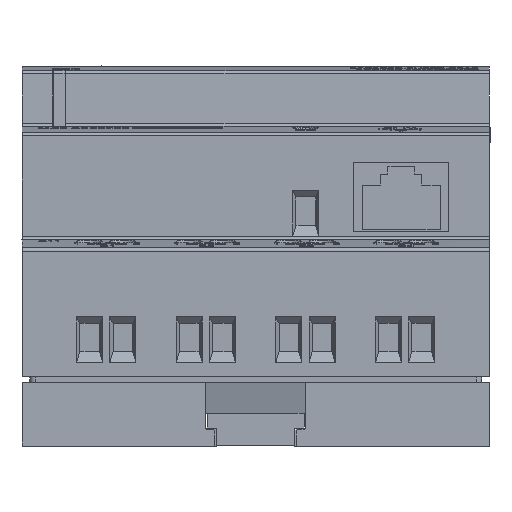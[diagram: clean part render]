
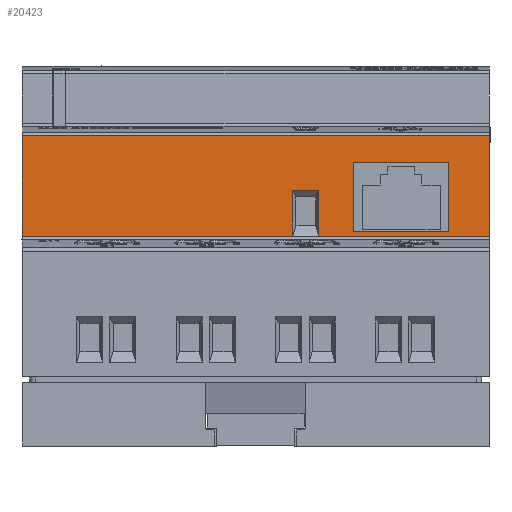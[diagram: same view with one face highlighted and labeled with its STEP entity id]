
A CAD part, front view. The second image highlights one B-rep face of the part: STEP entity #20423.
In plain terms, the highlighted face is planar.
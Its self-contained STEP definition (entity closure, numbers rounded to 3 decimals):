
#20083=FACE_BOUND('',#27046,.T.);
#20084=FACE_BOUND('',#27047,.T.);
#20085=FACE_BOUND('',#27048,.T.);
#20423=ADVANCED_FACE('',(#20083,#20084,#20085),#22916,.T.);
#22916=PLANE('',#63104);
#27046=EDGE_LOOP('',(#30184,#30185,#30186,#30187));
#27047=EDGE_LOOP('',(#30188,#30189,#30190,#30191));
#27048=EDGE_LOOP('',(#30192,#30193,#30194,#30195));
#30184=ORIENTED_EDGE('',*,*,#46654,.F.);
#30185=ORIENTED_EDGE('',*,*,#46655,.F.);
#30186=ORIENTED_EDGE('',*,*,#46656,.F.);
#30187=ORIENTED_EDGE('',*,*,#46657,.F.);
#30188=ORIENTED_EDGE('',*,*,#46658,.T.);
#30189=ORIENTED_EDGE('',*,*,#46659,.T.);
#30190=ORIENTED_EDGE('',*,*,#46660,.T.);
#30191=ORIENTED_EDGE('',*,*,#46661,.T.);
#30192=ORIENTED_EDGE('',*,*,#46662,.F.);
#30193=ORIENTED_EDGE('',*,*,#46653,.F.);
#30194=ORIENTED_EDGE('',*,*,#46264,.T.);
#30195=ORIENTED_EDGE('',*,*,#46663,.T.);
#42150=VERTEX_POINT('',#78218);
#42151=VERTEX_POINT('',#78220);
#42501=VERTEX_POINT('',#79418);
#42502=VERTEX_POINT('',#79422);
#42503=VERTEX_POINT('',#79423);
#42504=VERTEX_POINT('',#79425);
#42505=VERTEX_POINT('',#79427);
#42506=VERTEX_POINT('',#79430);
#42507=VERTEX_POINT('',#79431);
#42508=VERTEX_POINT('',#79433);
#42509=VERTEX_POINT('',#79435);
#42510=VERTEX_POINT('',#79438);
#46264=EDGE_CURVE('',#42151,#42150,#52456,.T.);
#46653=EDGE_CURVE('',#42151,#42501,#52721,.T.);
#46654=EDGE_CURVE('',#42502,#42503,#52722,.T.);
#46655=EDGE_CURVE('',#42504,#42502,#52723,.T.);
#46656=EDGE_CURVE('',#42505,#42504,#52724,.T.);
#46657=EDGE_CURVE('',#42503,#42505,#52725,.T.);
#46658=EDGE_CURVE('',#42506,#42507,#52726,.T.);
#46659=EDGE_CURVE('',#42507,#42508,#52727,.T.);
#46660=EDGE_CURVE('',#42508,#42509,#52728,.T.);
#46661=EDGE_CURVE('',#42509,#42506,#52729,.T.);
#46662=EDGE_CURVE('',#42501,#42510,#52730,.T.);
#46663=EDGE_CURVE('',#42150,#42510,#52731,.T.);
#52456=LINE('',#78219,#56098);
#52721=LINE('',#79419,#56363);
#52722=LINE('',#79421,#56364);
#52723=LINE('',#79424,#56365);
#52724=LINE('',#79426,#56366);
#52725=LINE('',#79428,#56367);
#52726=LINE('',#79429,#56368);
#52727=LINE('',#79432,#56369);
#52728=LINE('',#79434,#56370);
#52729=LINE('',#79436,#56371);
#52730=LINE('',#79437,#56372);
#52731=LINE('',#79439,#56373);
#56098=VECTOR('',#66752,1.);
#56363=VECTOR('',#67265,1.);
#56364=VECTOR('',#67268,1.);
#56365=VECTOR('',#67269,1.);
#56366=VECTOR('',#67270,1.);
#56367=VECTOR('',#67271,1.);
#56368=VECTOR('',#67272,1.);
#56369=VECTOR('',#67273,1.);
#56370=VECTOR('',#67274,1.);
#56371=VECTOR('',#67275,1.);
#56372=VECTOR('',#67276,1.);
#56373=VECTOR('',#67277,1.);
#63104=AXIS2_PLACEMENT_3D('',#79440,#67278,#67279);
#66752=DIRECTION('',(0.,-1.,0.));
#67265=DIRECTION('',(1.,0.,0.));
#67268=DIRECTION('',(0.,-1.,0.));
#67269=DIRECTION('',(-1.,0.,0.));
#67270=DIRECTION('',(0.,1.,0.));
#67271=DIRECTION('',(1.,0.,0.));
#67272=DIRECTION('',(-1.,0.,0.));
#67273=DIRECTION('',(0.,1.,0.));
#67274=DIRECTION('',(1.,0.,0.));
#67275=DIRECTION('',(0.,-1.,0.));
#67276=DIRECTION('',(0.,-1.,0.));
#67277=DIRECTION('',(1.,0.,0.));
#67278=DIRECTION('',(0.,0.,1.));
#67279=DIRECTION('',(0.,-1.,0.));
#78218=CARTESIAN_POINT('',(-35.75,27.05,34.));
#78219=CARTESIAN_POINT('',(-35.75,42.495,34.));
#78220=CARTESIAN_POINT('',(-35.75,42.495,34.));
#79418=CARTESIAN_POINT('',(35.75,42.495,34.));
#79419=CARTESIAN_POINT('',(-35.75,42.495,34.));
#79421=CARTESIAN_POINT('',(14.91,38.41,34.));
#79422=CARTESIAN_POINT('',(14.91,38.41,34.));
#79423=CARTESIAN_POINT('',(14.91,27.81,34.));
#79424=CARTESIAN_POINT('',(29.51,38.41,34.));
#79425=CARTESIAN_POINT('',(29.51,38.41,34.));
#79426=CARTESIAN_POINT('',(29.51,27.81,34.));
#79427=CARTESIAN_POINT('',(29.51,27.81,34.));
#79428=CARTESIAN_POINT('',(14.91,27.81,34.));
#79429=CARTESIAN_POINT('',(6.16,27.1,34.));
#79430=CARTESIAN_POINT('',(9.66,27.1,34.));
#79431=CARTESIAN_POINT('',(5.66,27.1,34.));
#79432=CARTESIAN_POINT('',(5.66,34.1,34.));
#79433=CARTESIAN_POINT('',(5.66,34.1,34.));
#79434=CARTESIAN_POINT('',(9.16,34.1,34.));
#79435=CARTESIAN_POINT('',(9.66,34.1,34.));
#79436=CARTESIAN_POINT('',(9.66,27.1,34.));
#79437=CARTESIAN_POINT('',(35.75,42.495,34.));
#79438=CARTESIAN_POINT('',(35.75,27.05,34.));
#79439=CARTESIAN_POINT('',(-35.75,27.05,34.));
#79440=CARTESIAN_POINT('',(-35.75,42.495,34.));
